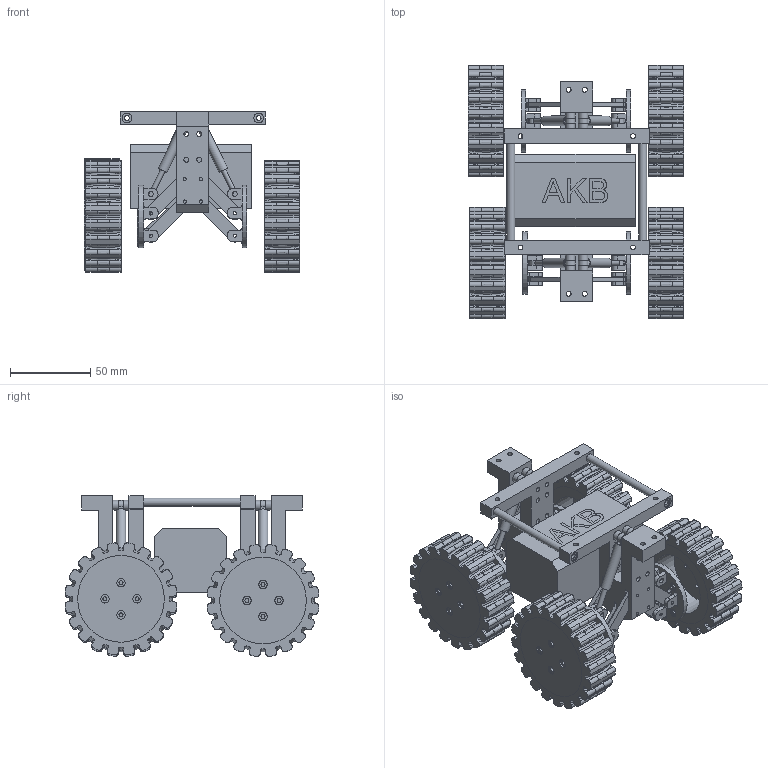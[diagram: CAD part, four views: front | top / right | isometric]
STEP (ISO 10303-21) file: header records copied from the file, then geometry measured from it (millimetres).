
FILE_DESCRIPTION(/* description */ (''),/* implementation_level */ '2;1');
FILE_NAME(/* name */ 'Zkarb.step',/* time_stamp */ '2025-07-21T00:59:27+03:00',/* author */ (''),/* organization */ (''),/* preprocessor_version */ 'ST-DEVELOPER v20.1',/* originating_system */ 'Autodesk Translation Framework v14.10.0.0',/* authorisation */ '');
FILE_SCHEMA (('AUTOMOTIVE_DESIGN { 1 0 10303 214 3 1 1 }'));
Products named in the file (45): (Unsaved); robot; motor mounting; bearing; wheel; motor mounting_1; bearing_1; bearing_2; bearing_3; wheel_1; disk; tire; ram; absorber; Component1; Component2; absorber_1; Component1_1; Component2_1; motor mounting_2; motor mounting_3; bearing_4; bearing_5; wheel_2; disk_1; tire_1; motor mounting_4; bearing_6; bearing_7; bearing_8; bearing_9; suspension beam; wheel_3; disk_2; tire_2; ram_1; ram_2; absorber_2; Component1_2; Component2_2 ...
Assembly tree (74 placements, depth 5):
  (Unsaved)
    robot
      motor mounting
        motor mounting_3
        suspension beam  x6
        bearing_9  x7
        bearing_4
        bearing
        wheel
          disk_1
          tire_1
        motor mounting_1
        bearing_1
        bearing_2
        bearing_3
        wheel_1
          disk
          tire
        ram
          ram_2
        absorber
          Component1
          Component2
        absorber_1
          Component1_1
          Component2_1
      motor mounting_2
        motor mounting_3
        suspension beam  x6
        bearing_9  x7
        bearing_4
        bearing_5
        wheel_2
          disk_1
          tire_1
        motor mounting_4
        bearing_6
        bearing_7
        bearing_8
        wheel_3
          disk_2
          tire_2
        ram_1
          ram_2
        absorber_2
          Component1_2
          Component2_2
        absorber_3
          Component1_3
          Component2_3
      akb_1865
      rack  x2
Bounding box: 134.31 x 157.97 x 100.1 mm (x, y, z)
Volume: 453079.7 mm3; surface area: 181869 mm2
Topology: 64 solids, 64 shells, 2492 faces, 6310 edges, 4088 vertices
Faces by surface type: plane 1188, cylinder 916, bspline 228, torus 160
Full cylindrical faces by diameter (mm): 2 x52, 2.1 x16, 2.5 x32, 3 x58, 5 x50, 5.2 x32, 6 x16, 39 x4, 40 x4, 50 x8, 54 x16
Entity records: 61109 total; most frequent: CARTESIAN_POINT 17303, ORIENTED_EDGE 8968, DIRECTION 8790, EDGE_CURVE 4484, AXIS2_PLACEMENT_3D 3275, VERTEX_POINT 2892, LINE 2240, VECTOR 2240
